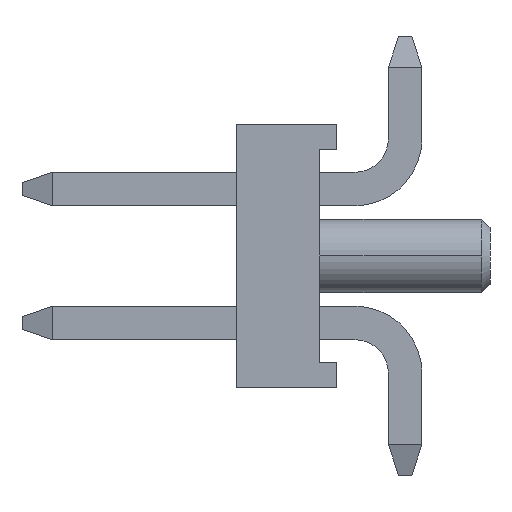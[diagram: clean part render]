
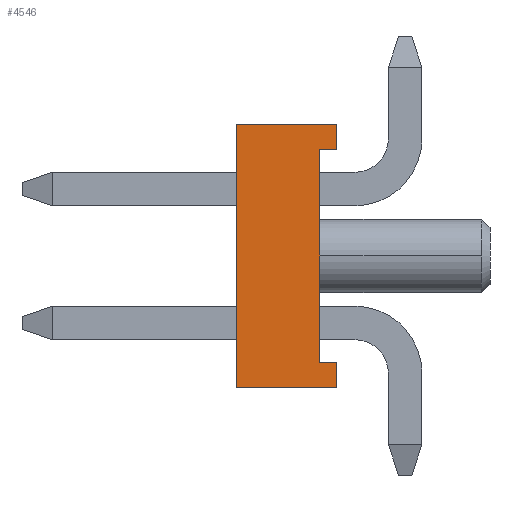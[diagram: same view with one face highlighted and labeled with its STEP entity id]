
A CAD part, left-side view. The second image highlights one B-rep face of the part: STEP entity #4546.
In plain terms, the highlighted planar face has unit normal (-1, 0, 0).
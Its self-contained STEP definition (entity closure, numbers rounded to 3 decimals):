
#319 = LINE ( 'NONE', #1450, #320 ) ;
#320 = VECTOR ( 'NONE', #1451, 1000. ) ;
#329 = LINE ( 'NONE', #1460, #330 ) ;
#330 = VECTOR ( 'NONE', #1461, 1000. ) ;
#463 = LINE ( 'NONE', #1594, #464 ) ;
#464 = VECTOR ( 'NONE', #1595, 1000. ) ;
#467 = LINE ( 'NONE', #1598, #468 ) ;
#468 = VECTOR ( 'NONE', #1599, 1000. ) ;
#525 = LINE ( 'NONE', #1656, #526 ) ;
#526 = VECTOR ( 'NONE', #1657, 1000. ) ;
#527 = LINE ( 'NONE', #1658, #528 ) ;
#528 = VECTOR ( 'NONE', #1659, 1000. ) ;
#537 = LINE ( 'NONE', #1668, #538 ) ;
#538 = VECTOR ( 'NONE', #1669, 1000. ) ;
#539 = LINE ( 'NONE', #1670, #540 ) ;
#540 = VECTOR ( 'NONE', #1671, 1000. ) ;
#1450 = CARTESIAN_POINT ( 'NONE',  ( -6., -0.876, 0. ) ) ;
#1451 = DIRECTION ( 'NONE',  ( 0., 0., -1. ) ) ;
#1460 = CARTESIAN_POINT ( 'NONE',  ( -6., -0.876, 0. ) ) ;
#1461 = DIRECTION ( 'NONE',  ( 0., 0., -1. ) ) ;
#1594 = CARTESIAN_POINT ( 'NONE',  ( -6., -0.127, -1.587 ) ) ;
#1595 = DIRECTION ( 'NONE',  ( 0., -1., 0. ) ) ;
#1598 = CARTESIAN_POINT ( 'NONE',  ( -6., -0.127, 1.587 ) ) ;
#1599 = DIRECTION ( 'NONE',  ( 0., 1., 0. ) ) ;
#1656 = CARTESIAN_POINT ( 'NONE',  ( -6., -0.127, 1.969 ) ) ;
#1657 = DIRECTION ( 'NONE',  ( 0., -1., 0. ) ) ;
#1658 = CARTESIAN_POINT ( 'NONE',  ( -6., -0.127, -1.969 ) ) ;
#1659 = DIRECTION ( 'NONE',  ( 0., 1., 0. ) ) ;
#1668 = CARTESIAN_POINT ( 'NONE',  ( -6., -0.622, 0. ) ) ;
#1669 = DIRECTION ( 'NONE',  ( 0., 0., 1. ) ) ;
#1670 = CARTESIAN_POINT ( 'NONE',  ( -6., 0.622, 0. ) ) ;
#1671 = DIRECTION ( 'NONE',  ( 0., 0., 1. ) ) ;
#2853 = PLANE ( 'NONE',  #9061 ) ;
#2854 = CARTESIAN_POINT ( 'NONE',  ( -6., -0.876, 1.969 ) ) ;
#2855 = DIRECTION ( 'NONE',  ( 1., 0., 0. ) ) ;
#2856 = DIRECTION ( 'NONE',  ( 0., 0., -1. ) ) ;
#4295 = EDGE_LOOP ( 'NONE', ( #5854, #5855, #5856, #5857, #5858, #5859, #5860, #5861 ) ) ;
#4546 = ADVANCED_FACE ( 'NONE', ( #9652 ), #2853, .F. ) ;
#4985 = EDGE_CURVE ( 'NONE', #10553, #13843, #319, .T. ) ;
#4990 = EDGE_CURVE ( 'NONE', #10593, #13845, #329, .T. ) ;
#5057 = EDGE_CURVE ( 'NONE', #10536, #10593, #463, .T. ) ;
#5059 = EDGE_CURVE ( 'NONE', #13843, #10547, #467, .T. ) ;
#5088 = EDGE_CURVE ( 'NONE', #10503, #10553, #525, .T. ) ;
#5089 = EDGE_CURVE ( 'NONE', #13845, #10635, #527, .T. ) ;
#5094 = EDGE_CURVE ( 'NONE', #10536, #10547, #537, .T. ) ;
#5095 = EDGE_CURVE ( 'NONE', #10635, #10503, #539, .T. ) ;
#5854 = ORIENTED_EDGE ( 'NONE', *, *, #4990, .F. ) ;
#5855 = ORIENTED_EDGE ( 'NONE', *, *, #5057, .F. ) ;
#5856 = ORIENTED_EDGE ( 'NONE', *, *, #5094, .T. ) ;
#5857 = ORIENTED_EDGE ( 'NONE', *, *, #5059, .F. ) ;
#5858 = ORIENTED_EDGE ( 'NONE', *, *, #4985, .F. ) ;
#5859 = ORIENTED_EDGE ( 'NONE', *, *, #5088, .F. ) ;
#5860 = ORIENTED_EDGE ( 'NONE', *, *, #5095, .F. ) ;
#5861 = ORIENTED_EDGE ( 'NONE', *, *, #5089, .F. ) ;
#9061 = AXIS2_PLACEMENT_3D ( 'NONE', #2854, #2855, #2856 ) ;
#9652 = FACE_OUTER_BOUND ( 'NONE', #4295, .T. ) ;
#10503 = VERTEX_POINT ( 'NONE', #11939 ) ;
#10536 = VERTEX_POINT ( 'NONE', #11963 ) ;
#10547 = VERTEX_POINT ( 'NONE', #11971 ) ;
#10553 = VERTEX_POINT ( 'NONE', #11977 ) ;
#10593 = VERTEX_POINT ( 'NONE', #12006 ) ;
#10635 = VERTEX_POINT ( 'NONE', #12039 ) ;
#11939 = CARTESIAN_POINT ( 'NONE',  ( -6., 0.622, 1.969 ) ) ;
#11963 = CARTESIAN_POINT ( 'NONE',  ( -6., -0.622, -1.587 ) ) ;
#11971 = CARTESIAN_POINT ( 'NONE',  ( -6., -0.622, 1.587 ) ) ;
#11977 = CARTESIAN_POINT ( 'NONE',  ( -6., -0.876, 1.969 ) ) ;
#12006 = CARTESIAN_POINT ( 'NONE',  ( -6., -0.876, -1.587 ) ) ;
#12039 = CARTESIAN_POINT ( 'NONE',  ( -6., 0.622, -1.969 ) ) ;
#12100 = CARTESIAN_POINT ( 'NONE',  ( -6., -0.876, 1.587 ) ) ;
#12102 = CARTESIAN_POINT ( 'NONE',  ( -6., -0.876, -1.969 ) ) ;
#13843 = VERTEX_POINT ( 'NONE', #12100 ) ;
#13845 = VERTEX_POINT ( 'NONE', #12102 ) ;
